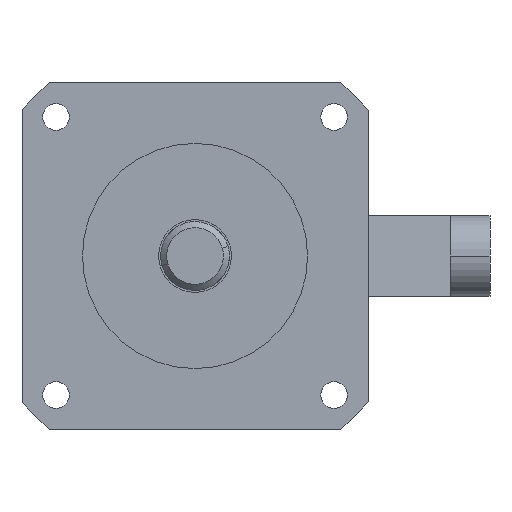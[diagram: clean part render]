
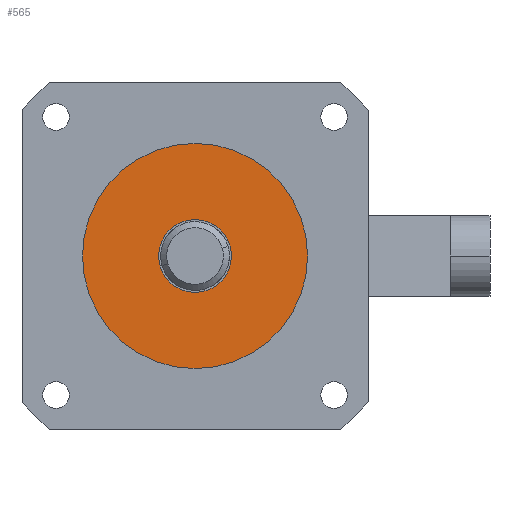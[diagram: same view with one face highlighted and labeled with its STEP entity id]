
A CAD part, left-side view. The second image highlights one B-rep face of the part: STEP entity #565.
In plain terms, the highlighted planar face has unit normal (-1, 0, 0).
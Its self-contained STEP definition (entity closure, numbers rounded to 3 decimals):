
#391 = EDGE_LOOP ( 'NONE', ( #647, #3359 ) ) ;
#550 = EDGE_CURVE ( 'NONE', #4888, #618, #4041, .T. ) ;
#565 = ADVANCED_FACE ( 'NONE', ( #4072, #4073 ), #4074, .F. ) ;
#576 = EDGE_LOOP ( 'NONE', ( #3958, #4415 ) ) ;
#618 = VERTEX_POINT ( 'NONE', #1776 ) ;
#647 = ORIENTED_EDGE ( 'NONE', *, *, #550, .F. ) ;
#1028 = VERTEX_POINT ( 'NONE', #1321 ) ;
#1321 = CARTESIAN_POINT ( 'NONE',  ( -3., 57.25, 0. ) ) ;
#1776 = CARTESIAN_POINT ( 'NONE',  ( -3., 17.5, 0. ) ) ;
#2144 = CARTESIAN_POINT ( 'NONE',  ( -3., -57.25, 0. ) ) ;
#2994 = CARTESIAN_POINT ( 'NONE',  ( -3., -17.5, 0. ) ) ;
#3028 = CIRCLE ( 'NONE', #3029, 57.25 ) ;
#3029 = AXIS2_PLACEMENT_3D ( 'NONE', #3030, #3031, #3032 ) ;
#3030 = CARTESIAN_POINT ( 'NONE',  ( -3., 0., 0. ) ) ;
#3031 = DIRECTION ( 'NONE',  ( -1., 0., 0. ) ) ;
#3032 = DIRECTION ( 'NONE',  ( 0., -1., 0. ) ) ;
#3238 = EDGE_CURVE ( 'NONE', #4753, #1028, #3028, .T. ) ;
#3359 = ORIENTED_EDGE ( 'NONE', *, *, #4639, .F. ) ;
#3752 = CIRCLE ( 'NONE', #3753, 57.25 ) ;
#3753 = AXIS2_PLACEMENT_3D ( 'NONE', #3754, #3755, #3756 ) ;
#3754 = CARTESIAN_POINT ( 'NONE',  ( -3., 0., 0. ) ) ;
#3755 = DIRECTION ( 'NONE',  ( -1., 0., 0. ) ) ;
#3756 = DIRECTION ( 'NONE',  ( 0., -1., 0. ) ) ;
#3958 = ORIENTED_EDGE ( 'NONE', *, *, #3238, .T. ) ;
#4041 = CIRCLE ( 'NONE', #4042, 17.5 ) ;
#4042 = AXIS2_PLACEMENT_3D ( 'NONE', #4045, #4046, #4047 ) ;
#4045 = CARTESIAN_POINT ( 'NONE',  ( -3., 0., 0. ) ) ;
#4046 = DIRECTION ( 'NONE',  ( -1., 0., 0. ) ) ;
#4047 = DIRECTION ( 'NONE',  ( 0., -1., 0. ) ) ;
#4052 = CIRCLE ( 'NONE', #4053, 17.5 ) ;
#4053 = AXIS2_PLACEMENT_3D ( 'NONE', #4054, #4055, #4056 ) ;
#4054 = CARTESIAN_POINT ( 'NONE',  ( -3., 0., 0. ) ) ;
#4055 = DIRECTION ( 'NONE',  ( -1., 0., 0. ) ) ;
#4056 = DIRECTION ( 'NONE',  ( 0., -1., 0. ) ) ;
#4072 = FACE_BOUND ( 'NONE', #391, .T. ) ;
#4073 = FACE_OUTER_BOUND ( 'NONE', #576, .T. ) ;
#4074 = PLANE ( 'NONE',  #4075 ) ;
#4075 = AXIS2_PLACEMENT_3D ( 'NONE', #4076, #4077, #4079 ) ;
#4076 = CARTESIAN_POINT ( 'NONE',  ( -3., 17.5, 0. ) ) ;
#4077 = DIRECTION ( 'NONE',  ( 1., 0., 0. ) ) ;
#4079 = DIRECTION ( 'NONE',  ( 0., 1., 0. ) ) ;
#4415 = ORIENTED_EDGE ( 'NONE', *, *, #4568, .T. ) ;
#4568 = EDGE_CURVE ( 'NONE', #1028, #4753, #3752, .T. ) ;
#4639 = EDGE_CURVE ( 'NONE', #618, #4888, #4052, .T. ) ;
#4753 = VERTEX_POINT ( 'NONE', #2144 ) ;
#4888 = VERTEX_POINT ( 'NONE', #2994 ) ;
